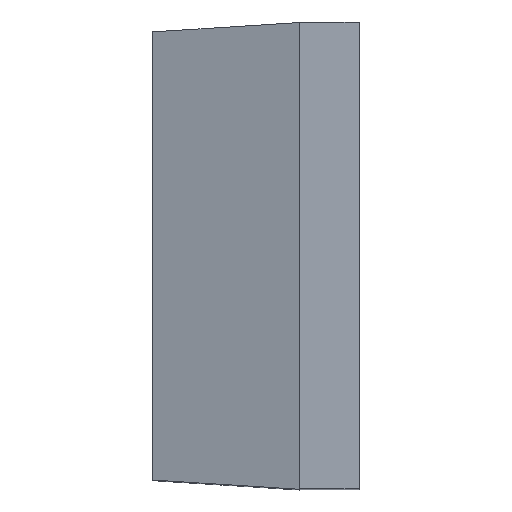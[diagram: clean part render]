
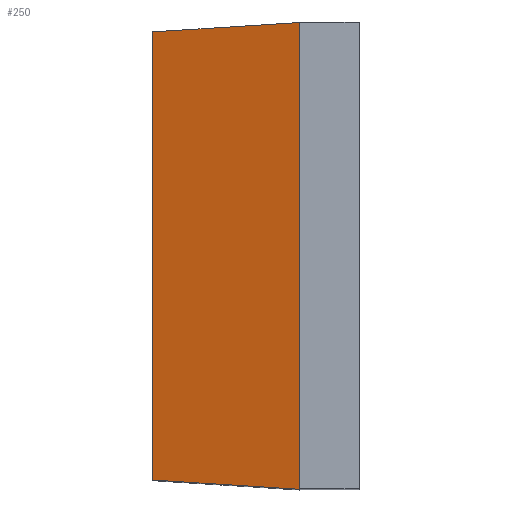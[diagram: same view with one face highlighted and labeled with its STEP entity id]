
A CAD part, top view. The second image highlights one B-rep face of the part: STEP entity #250.
In plain terms, the highlighted planar face has unit normal (-0.259, 0, 0.966).
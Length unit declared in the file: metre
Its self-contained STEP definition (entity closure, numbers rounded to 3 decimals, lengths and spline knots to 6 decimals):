
#234 = EDGE_CURVE( '', #564, #565, #566, .T. );
#250 = ADVANCED_FACE( '', ( #587 ), #588, .F. );
#308 = EDGE_CURVE( '', #565, #670, #671, .T. );
#326 = EDGE_CURVE( '', #564, #538, #695, .T. );
#364 = EDGE_CURVE( '', #538, #670, #742, .T. );
#538 = VERTEX_POINT( '', #955 );
#564 = VERTEX_POINT( '', #997 );
#565 = VERTEX_POINT( '', #998 );
#566 = LINE( '', #999, #1000 );
#587 = FACE_OUTER_BOUND( '', #1027, .T. );
#588 = PLANE( '', #1028 );
#670 = VERTEX_POINT( '', #1150 );
#671 = LINE( '', #1151, #1152 );
#695 = LINE( '', #1187, #1188 );
#742 = LINE( '', #1259, #1260 );
#955 = CARTESIAN_POINT( '', ( -0.000142, -0.005015, 0.01298 ) );
#997 = CARTESIAN_POINT( '', ( -0.003292, -0.004815, 0.012136 ) );
#998 = CARTESIAN_POINT( '', ( -0.003292, 0.004815, 0.012136 ) );
#999 = CARTESIAN_POINT( '', ( -0.003292, -0.005015, 0.012136 ) );
#1000 = VECTOR( '', #1469, 1. );
#1027 = EDGE_LOOP( '', ( #1506, #1507, #1508, #1509 ) );
#1028 = AXIS2_PLACEMENT_3D( '', #1510, #1511, #1512 );
#1150 = CARTESIAN_POINT( '', ( -0.000142, 0.005015, 0.01298 ) );
#1151 = CARTESIAN_POINT( '', ( -0.004279, 0.004752, 0.011872 ) );
#1152 = VECTOR( '', #1604, 1. );
#1187 = CARTESIAN_POINT( '', ( -0.000463, -0.004995, 0.012894 ) );
#1188 = VECTOR( '', #1638, 1. );
#1259 = CARTESIAN_POINT( '', ( -0.000142, -0.005015, 0.01298 ) );
#1260 = VECTOR( '', #1704, 1. );
#1469 = DIRECTION( '', ( 0., 1., 0. ) );
#1506 = ORIENTED_EDGE( '', *, *, #364, .T. );
#1507 = ORIENTED_EDGE( '', *, *, #308, .F. );
#1508 = ORIENTED_EDGE( '', *, *, #234, .F. );
#1509 = ORIENTED_EDGE( '', *, *, #326, .T. );
#1510 = CARTESIAN_POINT( '', ( -0.001717, -0.005015, 0.012558 ) );
#1511 = DIRECTION( '', ( 0.259, 0., -0.966 ) );
#1512 = DIRECTION( '', ( 0., -1., 0. ) );
#1604 = DIRECTION( '', ( 0.964, 0.061, 0.258 ) );
#1638 = DIRECTION( '', ( 0.964, -0.061, 0.258 ) );
#1704 = DIRECTION( '', ( 0., 1., 0. ) );
